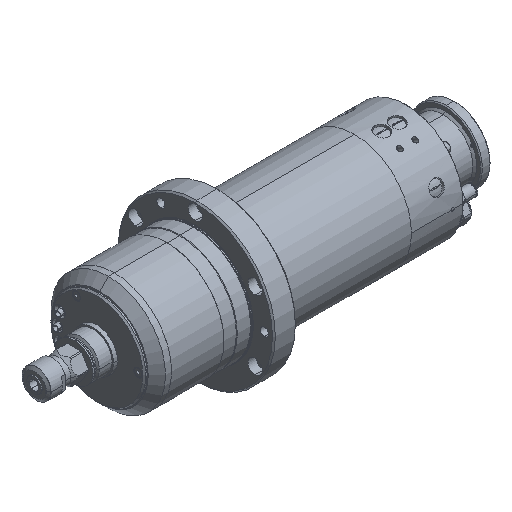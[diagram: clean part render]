
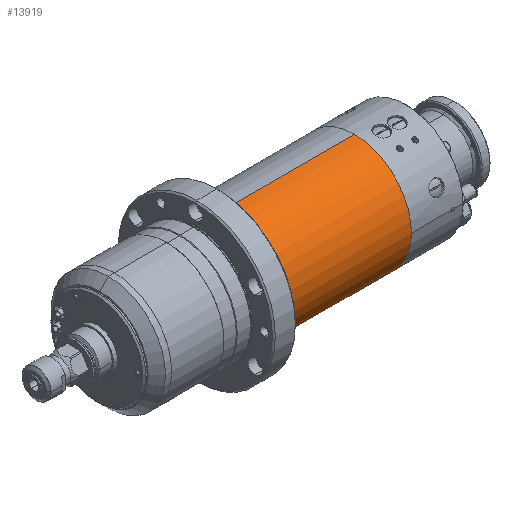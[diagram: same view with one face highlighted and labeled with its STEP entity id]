
A CAD part, isometric view. The second image highlights one B-rep face of the part: STEP entity #13919.
In plain terms, the highlighted cylindrical face has radius 60 mm (diameter 120 mm), a partial arc.
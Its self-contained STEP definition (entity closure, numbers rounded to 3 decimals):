
#3971 = CARTESIAN_POINT ( 'NONE',  ( -4., 0., -60. ) ) ;
#4030 = CARTESIAN_POINT ( 'NONE',  ( -145., 0., -60. ) ) ;
#5988 = EDGE_CURVE ( 'NONE', #21942, #21866, #12016, .T. ) ;
#6159 = EDGE_CURVE ( 'NONE', #21942, #10028, #15858, .T. ) ;
#6190 = EDGE_CURVE ( 'NONE', #9463, #21866, #16449, .T. ) ;
#6797 = AXIS2_PLACEMENT_3D ( 'NONE', #17865, #17953, #17908 ) ;
#6843 = EDGE_CURVE ( 'NONE', #10028, #9463, #16295, .T. ) ;
#6863 = AXIS2_PLACEMENT_3D ( 'NONE', #17923, #18069, #18283 ) ;
#9463 = VERTEX_POINT ( 'NONE', #17588 ) ;
#10028 = VERTEX_POINT ( 'NONE', #17536 ) ;
#10193 = EDGE_LOOP ( 'NONE', ( #18657, #18872, #19047, #21690 ) ) ;
#10726 = CARTESIAN_POINT ( 'NONE',  ( -256., 0., 60. ) ) ;
#11191 = DIRECTION ( 'NONE',  ( -1., 0., 0. ) ) ;
#11258 = VECTOR ( 'NONE', #25103, 1000. ) ;
#12016 = LINE ( 'NONE', #25119, #11258 ) ;
#13919 = ADVANCED_FACE ( 'NONE', ( #16140 ), #16079, .T. ) ;
#14844 = DIRECTION ( 'NONE',  ( -1., 0., 0. ) ) ;
#14867 = CARTESIAN_POINT ( 'NONE',  ( -256., 0., 0. ) ) ;
#15424 = DIRECTION ( 'NONE',  ( 0., 0., 1. ) ) ;
#15858 = CIRCLE ( 'NONE', #6797, 60. ) ;
#16079 = CYLINDRICAL_SURFACE ( 'NONE', #23499, 60. ) ;
#16140 = FACE_OUTER_BOUND ( 'NONE', #10193, .T. ) ;
#16174 = VECTOR ( 'NONE', #11191, 1000. ) ;
#16295 = LINE ( 'NONE', #10726, #16174 ) ;
#16449 = CIRCLE ( 'NONE', #6863, 60. ) ;
#17536 = CARTESIAN_POINT ( 'NONE',  ( -4., 0., 60. ) ) ;
#17588 = CARTESIAN_POINT ( 'NONE',  ( -145., 0., 60. ) ) ;
#17865 = CARTESIAN_POINT ( 'NONE',  ( -4., 0., 0. ) ) ;
#17908 = DIRECTION ( 'NONE',  ( 0., 0., 1. ) ) ;
#17923 = CARTESIAN_POINT ( 'NONE',  ( -145., 0., 0. ) ) ;
#17953 = DIRECTION ( 'NONE',  ( -1., 0., 0. ) ) ;
#18069 = DIRECTION ( 'NONE',  ( 1., 0., 0. ) ) ;
#18283 = DIRECTION ( 'NONE',  ( 0., 0., -1. ) ) ;
#18657 = ORIENTED_EDGE ( 'NONE', *, *, #5988, .F. ) ;
#18872 = ORIENTED_EDGE ( 'NONE', *, *, #6159, .T. ) ;
#19047 = ORIENTED_EDGE ( 'NONE', *, *, #6843, .T. ) ;
#21690 = ORIENTED_EDGE ( 'NONE', *, *, #6190, .T. ) ;
#21866 = VERTEX_POINT ( 'NONE', #4030 ) ;
#21942 = VERTEX_POINT ( 'NONE', #3971 ) ;
#23499 = AXIS2_PLACEMENT_3D ( 'NONE', #14867, #14844, #15424 ) ;
#25103 = DIRECTION ( 'NONE',  ( -1., 0., 0. ) ) ;
#25119 = CARTESIAN_POINT ( 'NONE',  ( -256., 0., -60. ) ) ;
